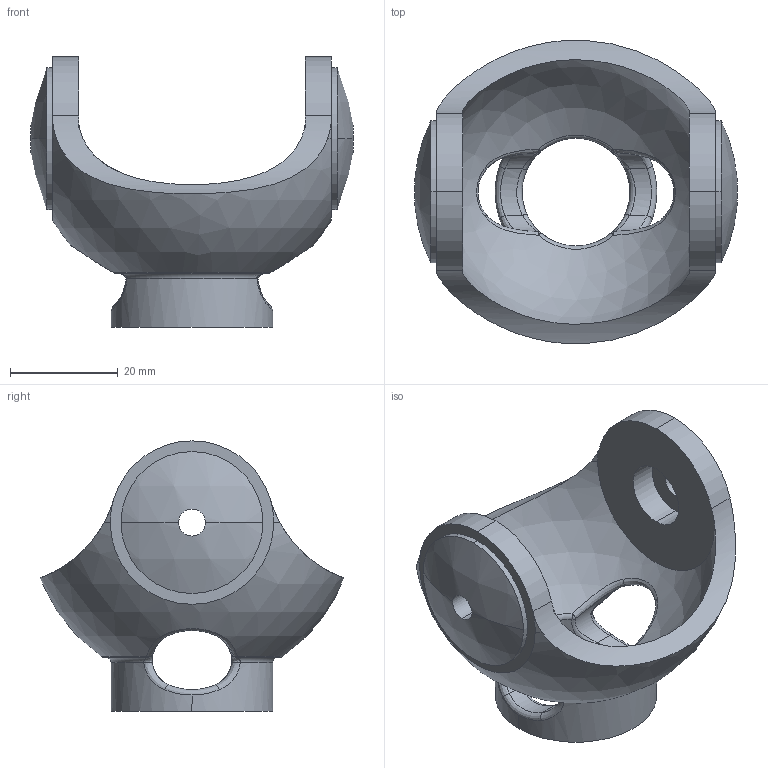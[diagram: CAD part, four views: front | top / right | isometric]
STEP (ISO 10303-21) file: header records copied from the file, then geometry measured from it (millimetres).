
FILE_DESCRIPTION (( 'STEP AP214' ), '1' );
FILE_NAME ('M4_3.STEP', '2019-04-01T22:06:54', ( 'MariaConsuegra' ), ( '' ), 'SwSTEP 2.0', 'SolidWorks 2015', '' );
FILE_SCHEMA (( 'AUTOMOTIVE_DESIGN' ));
Length unit declared in the file: millimetre
Products named in the file (1): M4_3
Bounding box: 59.79 x 56.37 x 50.17 mm (x, y, z)
Volume: 22264.7 mm3; surface area: 11813.7 mm2
Topology: 1 solids, 1 shells, 105 faces, 262 edges, 156 vertices
Faces by surface type: cylinder 36, bspline 28, sphere 24, plane 11, torus 6
Entity records: 5196 total; most frequent: CARTESIAN_POINT 2830, ORIENTED_EDGE 516, DIRECTION 474, EDGE_CURVE 258, AXIS2_PLACEMENT_3D 216, VERTEX_POINT 154, CIRCLE 138, EDGE_LOOP 114
